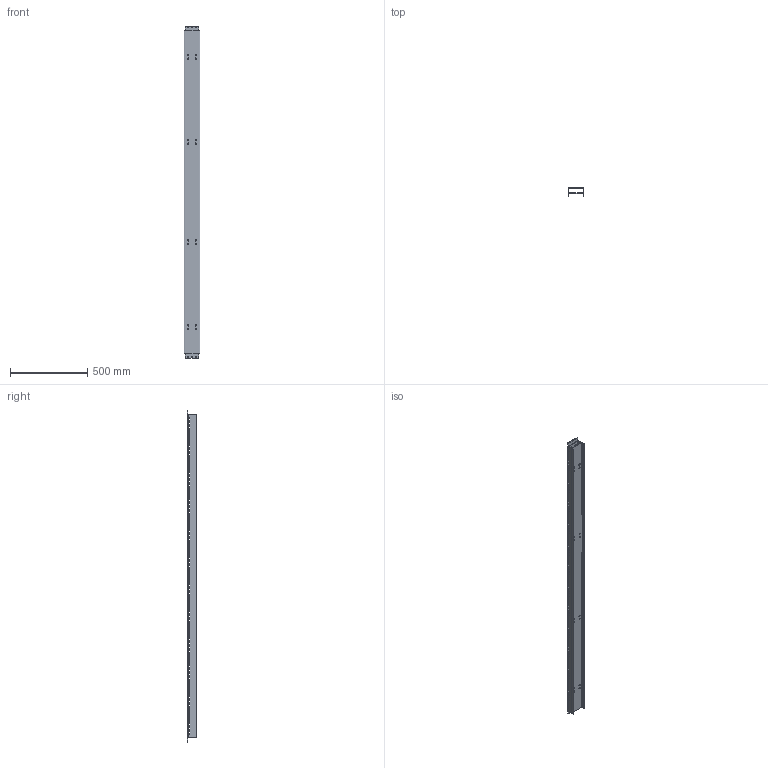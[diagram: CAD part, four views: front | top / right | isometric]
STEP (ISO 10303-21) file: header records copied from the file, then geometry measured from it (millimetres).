
FILE_DESCRIPTION (( 'STEP AP214' ), '1' );
FILE_NAME ('602.220.STEP', '2024-09-17T11:22:47', ( '' ), ( '' ), 'SwSTEP 2.0', 'SolidWorks 2021', '' );
FILE_SCHEMA (( 'AUTOMOTIVE_DESIGN' ));
Products named in the file (3): 602.220-02; 602.220; 602.220-01
Assembly tree (2 placements, depth 2):
  602.220
    602.220-01
    602.220-02
Bounding box: 100 x 59.23 x 2150 mm (x, y, z)
Volume: 873271.6 mm3; surface area: 1490758.2 mm2
Topology: 2 solids, 2 shells, 2541 faces, 7539 edges, 5002 vertices
Faces by surface type: plane 1489, cylinder 1037, bspline 15
Entity records: 89131 total; most frequent: CARTESIAN_POINT 15654, ORIENTED_EDGE 15078, DIRECTION 14633, EDGE_CURVE 7539, LINE 5423, VECTOR 5423, VERTEX_POINT 5002, AXIS2_PLACEMENT_3D 4605
